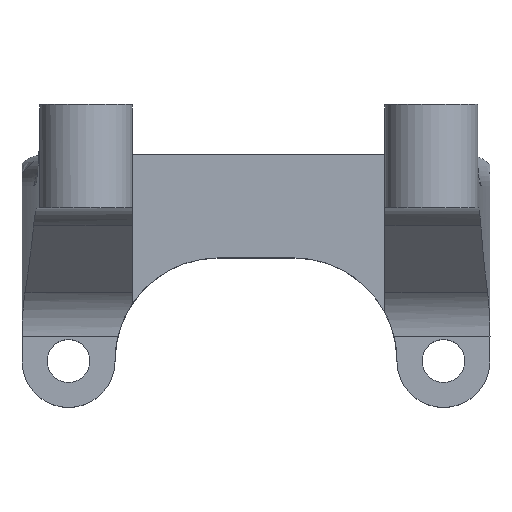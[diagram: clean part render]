
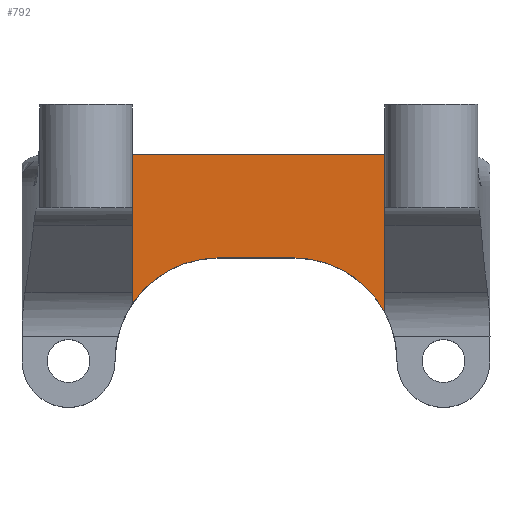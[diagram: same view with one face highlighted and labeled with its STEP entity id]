
A CAD part, top view. The second image highlights one B-rep face of the part: STEP entity #792.
In plain terms, the highlighted planar face has unit normal (0, 0, 1).
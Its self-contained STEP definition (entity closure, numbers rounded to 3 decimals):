
#43=PLANE('',#867);
#66=FACE_OUTER_BOUND('',#117,.T.);
#117=EDGE_LOOP('',(#561,#562,#563,#564,#565,#566,#567,#568));
#198=LINE('',#1269,#248);
#199=LINE('',#1273,#249);
#200=LINE('',#1277,#250);
#201=LINE('',#1281,#251);
#248=VECTOR('',#993,10.);
#249=VECTOR('',#996,10.);
#250=VECTOR('',#999,10.);
#251=VECTOR('',#1002,10.);
#299=CIRCLE('',#868,1.5);
#300=CIRCLE('',#869,1.5);
#301=CIRCLE('',#870,5.);
#302=CIRCLE('',#871,5.);
#359=VERTEX_POINT('',#1267);
#360=VERTEX_POINT('',#1268);
#361=VERTEX_POINT('',#1270);
#362=VERTEX_POINT('',#1272);
#363=VERTEX_POINT('',#1274);
#364=VERTEX_POINT('',#1276);
#365=VERTEX_POINT('',#1278);
#366=VERTEX_POINT('',#1280);
#438=EDGE_CURVE('',#359,#360,#198,.T.);
#439=EDGE_CURVE('',#361,#360,#299,.F.);
#440=EDGE_CURVE('',#362,#361,#199,.T.);
#441=EDGE_CURVE('',#363,#362,#300,.F.);
#442=EDGE_CURVE('',#363,#364,#200,.T.);
#443=EDGE_CURVE('',#365,#364,#301,.T.);
#444=EDGE_CURVE('',#366,#365,#201,.T.);
#445=EDGE_CURVE('',#359,#366,#302,.T.);
#561=ORIENTED_EDGE('',*,*,#438,.T.);
#562=ORIENTED_EDGE('',*,*,#439,.F.);
#563=ORIENTED_EDGE('',*,*,#440,.F.);
#564=ORIENTED_EDGE('',*,*,#441,.F.);
#565=ORIENTED_EDGE('',*,*,#442,.T.);
#566=ORIENTED_EDGE('',*,*,#443,.F.);
#567=ORIENTED_EDGE('',*,*,#444,.F.);
#568=ORIENTED_EDGE('',*,*,#445,.F.);
#792=ADVANCED_FACE('',(#66),#43,.T.);
#867=AXIS2_PLACEMENT_3D('',#1266,#991,#992);
#868=AXIS2_PLACEMENT_3D('',#1271,#994,#995);
#869=AXIS2_PLACEMENT_3D('',#1275,#997,#998);
#870=AXIS2_PLACEMENT_3D('',#1279,#1000,#1001);
#871=AXIS2_PLACEMENT_3D('',#1282,#1003,#1004);
#991=DIRECTION('center_axis',(0.,0.,
1.));
#992=DIRECTION('ref_axis',(-1.,0.,0.));
#993=DIRECTION('',(0.,1.,0.));
#994=DIRECTION('center_axis',(0.,0.,
-1.));
#995=DIRECTION('ref_axis',(-0.707,0.707,0.));
#996=DIRECTION('',(1.,0.,0.));
#997=DIRECTION('center_axis',(0.,0.,
-1.));
#998=DIRECTION('ref_axis',(0.707,0.707,0.));
#999=DIRECTION('',(0.,-1.,0.));
#1000=DIRECTION('center_axis',(0.,0.,
1.));
#1001=DIRECTION('ref_axis',(-0.707,0.707,0.));
#1002=DIRECTION('',(-1.,0.,0.));
#1003=DIRECTION('center_axis',(0.,0.,
1.));
#1004=DIRECTION('ref_axis',(0.707,0.707,0.));
#1266=CARTESIAN_POINT('Origin',(124.373,-233.214,-155.649));
#1267=CARTESIAN_POINT('',(130.625,-230.864,-155.649));
#1268=CARTESIAN_POINT('',(130.625,-224.714,-155.649));
#1269=CARTESIAN_POINT('',(130.625,-225.788,-155.649));
#1270=CARTESIAN_POINT('',(132.125,-223.214,-155.649));
#1271=CARTESIAN_POINT('Origin',(132.125,-224.714,-155.649));
#1272=CARTESIAN_POINT('',(116.875,-223.214,-155.649));
#1273=CARTESIAN_POINT('',(128.624,-223.214,-155.649));
#1274=CARTESIAN_POINT('',(118.375,-224.714,-155.649));
#1275=CARTESIAN_POINT('Origin',(116.875,-224.714,-155.649));
#1276=CARTESIAN_POINT('',(118.375,-230.438,-155.649));
#1277=CARTESIAN_POINT('',(118.375,-225.788,-155.649));
#1278=CARTESIAN_POINT('',(122.533,-228.214,-155.649));
#1279=CARTESIAN_POINT('Origin',(122.533,-233.214,-155.649));
#1280=CARTESIAN_POINT('',(126.212,-228.214,-155.649));
#1281=CARTESIAN_POINT('',(127.792,-228.214,-155.649));
#1282=CARTESIAN_POINT('Origin',(126.212,-233.214,-155.649));
